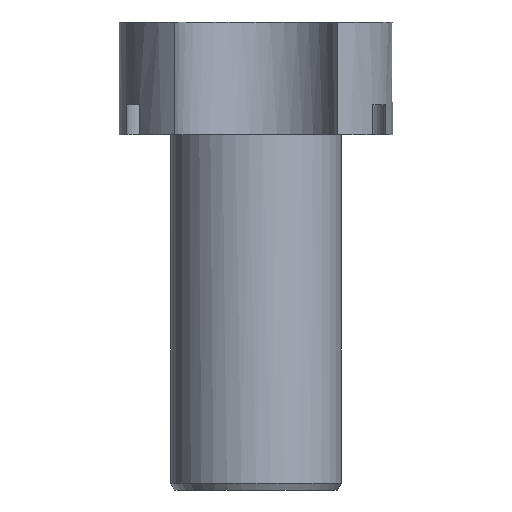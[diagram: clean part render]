
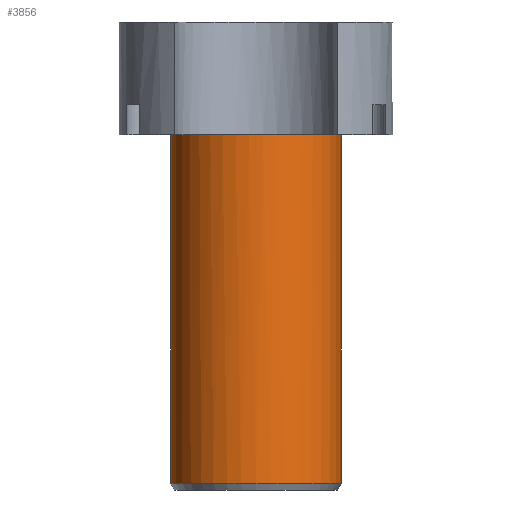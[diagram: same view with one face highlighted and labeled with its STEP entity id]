
A CAD part, front view. The second image highlights one B-rep face of the part: STEP entity #3856.
In plain terms, the highlighted cylindrical face has radius 12.5 mm (diameter 25 mm), a partial arc.
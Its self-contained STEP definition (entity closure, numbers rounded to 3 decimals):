
#5 = AXIS2_PLACEMENT_3D ( 'NONE', #1135, #3362, #1857 ) ;
#11 = DIRECTION ( 'NONE',  ( 1., 0., 0. ) ) ;
#56 = LINE ( 'NONE', #1331, #2568 ) ;
#85 = AXIS2_PLACEMENT_3D ( 'NONE', #648, #3842, #619 ) ;
#205 = VERTEX_POINT ( 'NONE', #1531 ) ;
#240 = AXIS2_PLACEMENT_3D ( 'NONE', #3769, #887, #1472 ) ;
#262 = EDGE_CURVE ( 'NONE', #3679, #3355, #1223, .T. ) ;
#353 = DIRECTION ( 'NONE',  ( 0., 0., -1. ) ) ;
#564 = CARTESIAN_POINT ( 'NONE',  ( -12.5, 0., 52. ) ) ;
#619 = DIRECTION ( 'NONE',  ( -1., 0., 0. ) ) ;
#648 = CARTESIAN_POINT ( 'NONE',  ( 0., 0., 52. ) ) ;
#699 = CIRCLE ( 'NONE', #982, 12.5 ) ;
#770 = ORIENTED_EDGE ( 'NONE', *, *, #3347, .F. ) ;
#886 = DIRECTION ( 'NONE',  ( 0., 0., 1. ) ) ;
#887 = DIRECTION ( 'NONE',  ( 0., 0., 1. ) ) ;
#973 = EDGE_CURVE ( 'NONE', #1282, #1856, #2027, .T. ) ;
#982 = AXIS2_PLACEMENT_3D ( 'NONE', #1605, #886, #11 ) ;
#1119 = EDGE_CURVE ( 'NONE', #1856, #2666, #3563, .T. ) ;
#1135 = CARTESIAN_POINT ( 'NONE',  ( 0., 0., 1. ) ) ;
#1223 = CIRCLE ( 'NONE', #240, 12.5 ) ;
#1243 = EDGE_CURVE ( 'NONE', #205, #3679, #699, .T. ) ;
#1282 = VERTEX_POINT ( 'NONE', #564 ) ;
#1316 = VECTOR ( 'NONE', #353, 1000. ) ;
#1331 = CARTESIAN_POINT ( 'NONE',  ( 12.5, 0., 52. ) ) ;
#1472 = DIRECTION ( 'NONE',  ( 1., 0., 0. ) ) ;
#1527 = EDGE_LOOP ( 'NONE', ( #770, #2029, #2511, #3326, #3546, #1725 ) ) ;
#1531 = CARTESIAN_POINT ( 'NONE',  ( -9.68, -7.908, 52. ) ) ;
#1605 = CARTESIAN_POINT ( 'NONE',  ( 0., 0., 52. ) ) ;
#1647 = DIRECTION ( 'NONE',  ( 0., 0., -1. ) ) ;
#1688 = CARTESIAN_POINT ( 'NONE',  ( 12.5, 0., 1. ) ) ;
#1725 = ORIENTED_EDGE ( 'NONE', *, *, #1119, .T. ) ;
#1741 = FACE_OUTER_BOUND ( 'NONE', #1527, .T. ) ;
#1793 = CYLINDRICAL_SURFACE ( 'NONE', #85, 12.5 ) ;
#1856 = VERTEX_POINT ( 'NONE', #3380 ) ;
#1857 = DIRECTION ( 'NONE',  ( 1., 0., 0. ) ) ;
#1943 = EDGE_CURVE ( 'NONE', #1282, #205, #3716, .T. ) ;
#2027 = LINE ( 'NONE', #3241, #1316 ) ;
#2029 = ORIENTED_EDGE ( 'NONE', *, *, #262, .F. ) ;
#2151 = DIRECTION ( 'NONE',  ( 0., 0., 1. ) ) ;
#2172 = AXIS2_PLACEMENT_3D ( 'NONE', #2774, #2151, #2438 ) ;
#2438 = DIRECTION ( 'NONE',  ( 1., 0., 0. ) ) ;
#2511 = ORIENTED_EDGE ( 'NONE', *, *, #1243, .F. ) ;
#2568 = VECTOR ( 'NONE', #1647, 1000. ) ;
#2666 = VERTEX_POINT ( 'NONE', #1688 ) ;
#2774 = CARTESIAN_POINT ( 'NONE',  ( 0., 0., 52. ) ) ;
#3241 = CARTESIAN_POINT ( 'NONE',  ( -12.5, 0., 52. ) ) ;
#3326 = ORIENTED_EDGE ( 'NONE', *, *, #1943, .F. ) ;
#3347 = EDGE_CURVE ( 'NONE', #3355, #2666, #56, .T. ) ;
#3355 = VERTEX_POINT ( 'NONE', #3883 ) ;
#3362 = DIRECTION ( 'NONE',  ( 0., 0., 1. ) ) ;
#3380 = CARTESIAN_POINT ( 'NONE',  ( -12.5, 0., 1. ) ) ;
#3546 = ORIENTED_EDGE ( 'NONE', *, *, #973, .T. ) ;
#3563 = CIRCLE ( 'NONE', #5, 12.5 ) ;
#3679 = VERTEX_POINT ( 'NONE', #4139 ) ;
#3716 = CIRCLE ( 'NONE', #2172, 12.5 ) ;
#3769 = CARTESIAN_POINT ( 'NONE',  ( 0., 0., 52. ) ) ;
#3842 = DIRECTION ( 'NONE',  ( 0., 0., -1. ) ) ;
#3856 = ADVANCED_FACE ( 'NONE', ( #1741 ), #1793, .T. ) ;
#3883 = CARTESIAN_POINT ( 'NONE',  ( 12.5, 0., 52. ) ) ;
#4139 = CARTESIAN_POINT ( 'NONE',  ( 9.68, -7.908, 52. ) ) ;
